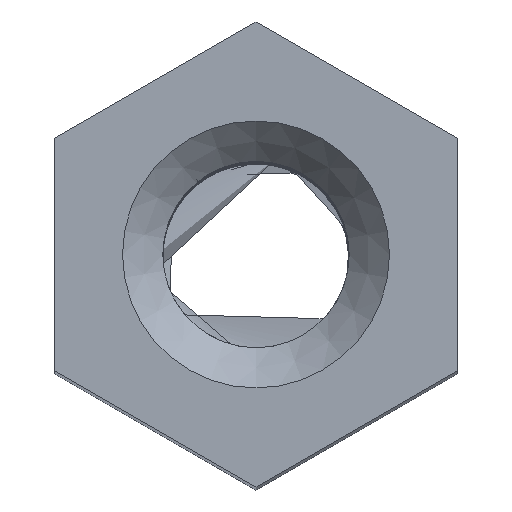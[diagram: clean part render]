
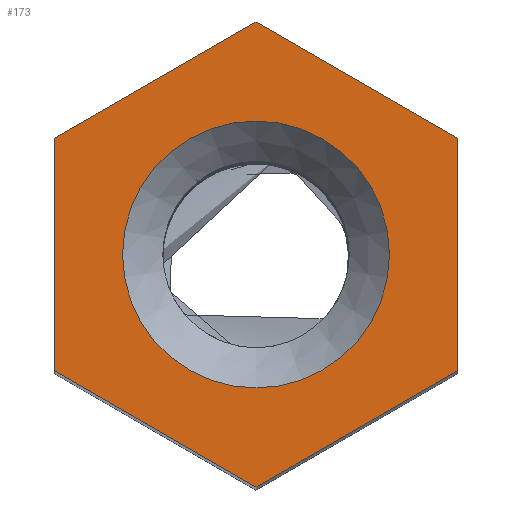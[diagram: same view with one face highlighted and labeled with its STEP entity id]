
A CAD part, top view. The second image highlights one B-rep face of the part: STEP entity #173.
In plain terms, the highlighted planar face has unit normal (0, 0, 1).
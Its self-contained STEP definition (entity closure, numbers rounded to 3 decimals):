
#173=ADVANCED_FACE('',(#22602,#22604),#22606,.T.);
#22602=FACE_BOUND('',#22603,.T.);
#22603=EDGE_LOOP('',(#23632,#23633,#23634,#23635,#23636,#23637));
#22604=FACE_BOUND('',#22605,.T.);
#22605=EDGE_LOOP('',(#23638));
#22606=PLANE('',#22607);
#22607=AXIS2_PLACEMENT_3D('',#22608,#22609,#22610);
#22608=CARTESIAN_POINT('',(0.,0.,30.));
#22609=DIRECTION('',(0.,0.,1.));
#22610=DIRECTION('',(-1.,0.,0.));
#23632=ORIENTED_EDGE('',*,*,#23865,.T.);
#23633=ORIENTED_EDGE('',*,*,#23863,.T.);
#23634=ORIENTED_EDGE('',*,*,#23861,.T.);
#23635=ORIENTED_EDGE('',*,*,#23859,.T.);
#23636=ORIENTED_EDGE('',*,*,#23857,.T.);
#23637=ORIENTED_EDGE('',*,*,#23855,.T.);
#23638=ORIENTED_EDGE('',*,*,#23852,.T.);
#23852=EDGE_CURVE('',#24059,#24059,#24060,.F.);
#23855=EDGE_CURVE('',#24065,#24063,#24066,.T.);
#23857=EDGE_CURVE('',#24068,#24065,#24069,.T.);
#23859=EDGE_CURVE('',#24071,#24068,#24072,.T.);
#23861=EDGE_CURVE('',#24074,#24071,#24075,.T.);
#23863=EDGE_CURVE('',#24077,#24074,#24078,.T.);
#23865=EDGE_CURVE('',#24063,#24077,#24080,.T.);
#24059=VERTEX_POINT('',#29947);
#24060=CIRCLE('',#29948,2.32);
#24063=VERTEX_POINT('',#29957);
#24065=VERTEX_POINT('',#29961);
#24066=LINE('',#29962,#29963);
#24068=VERTEX_POINT('',#29968);
#24069=LINE('',#29969,#29970);
#24071=VERTEX_POINT('',#29975);
#24072=LINE('',#29976,#29977);
#24074=VERTEX_POINT('',#29982);
#24075=LINE('',#29983,#29984);
#24077=VERTEX_POINT('',#29989);
#24078=LINE('',#29990,#29991);
#24080=LINE('',#29996,#29997);
#29947=CARTESIAN_POINT('',(0.,2.32,30.));
#29948=AXIS2_PLACEMENT_3D('',#29949,#29950,#29951);
#29949=CARTESIAN_POINT('',(0.,0.,30.));
#29950=DIRECTION('',(0.,0.,1.));
#29951=DIRECTION('',(0.,1.,-0.));
#29957=CARTESIAN_POINT('',(0.,-4.041,30.));
#29961=CARTESIAN_POINT('',(-3.5,-2.021,30.));
#29962=CARTESIAN_POINT('',(-3.5,-2.021,30.));
#29963=VECTOR('',#29964,1.);
#29964=DIRECTION('',(0.866,-0.5,0.));
#29968=CARTESIAN_POINT('',(-3.5,2.021,30.));
#29969=CARTESIAN_POINT('',(-3.5,2.021,30.));
#29970=VECTOR('',#29971,1.);
#29971=DIRECTION('',(0.,-1.,0.));
#29975=CARTESIAN_POINT('',(0.,4.041,30.));
#29976=CARTESIAN_POINT('',(0.,4.041,30.));
#29977=VECTOR('',#29978,1.);
#29978=DIRECTION('',(-0.866,-0.5,0.));
#29982=CARTESIAN_POINT('',(3.5,2.021,30.));
#29983=CARTESIAN_POINT('',(3.5,2.021,30.));
#29984=VECTOR('',#29985,1.);
#29985=DIRECTION('',(-0.866,0.5,0.));
#29989=CARTESIAN_POINT('',(3.5,-2.021,30.));
#29990=CARTESIAN_POINT('',(3.5,-2.021,30.));
#29991=VECTOR('',#29992,1.);
#29992=DIRECTION('',(0.,1.,0.));
#29996=CARTESIAN_POINT('',(0.,-4.041,30.));
#29997=VECTOR('',#29998,1.);
#29998=DIRECTION('',(0.866,0.5,0.));
